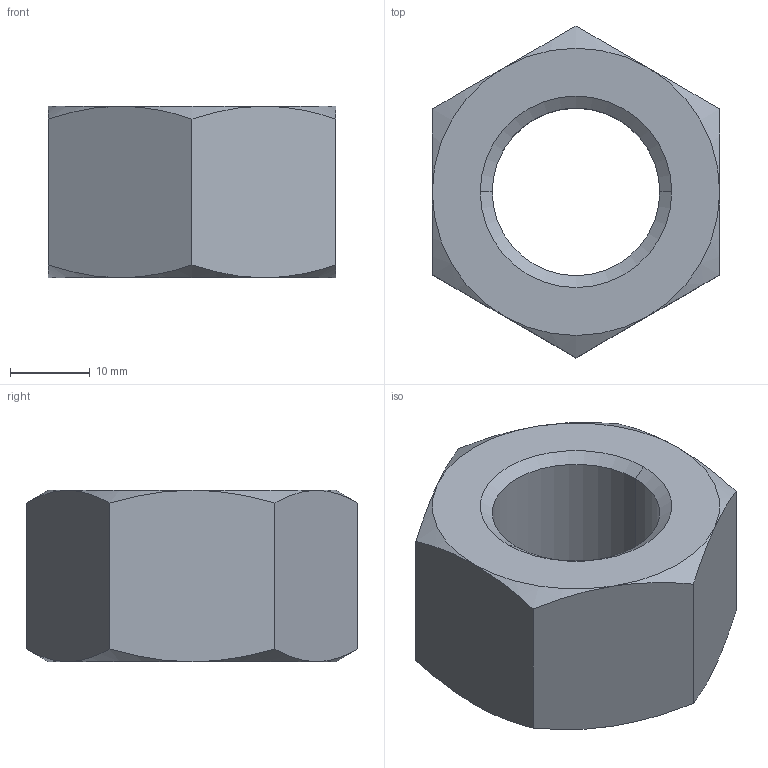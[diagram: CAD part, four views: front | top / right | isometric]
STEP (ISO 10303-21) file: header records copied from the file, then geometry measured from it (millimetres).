
FILE_DESCRIPTION (( 'STEP AP214' ), '1' );
FILE_NAME ('4DIN934M24E.STEP', '2014-08-13T08:19:23', ( '' ), ( '' ), 'SwSTEP 2.0', 'SolidWorks 2014', '' );
FILE_SCHEMA (( 'AUTOMOTIVE_DESIGN' ));
Length unit declared in the file: millimetre
Products named in the file (1): 4DIN934M24E
Bounding box: 36 x 41.57 x 21.5 mm (x, y, z)
Volume: 16471.2 mm3; surface area: 5454.9 mm2
Topology: 1 solids, 1 shells, 28 faces, 60 edges, 34 vertices
Faces by surface type: cone 16, plane 8, cylinder 4
Entity records: 922 total; most frequent: CARTESIAN_POINT 291, ORIENTED_EDGE 120, DIRECTION 116, EDGE_CURVE 60, AXIS2_PLACEMENT_3D 51, VERTEX_POINT 34, EDGE_LOOP 30, FACE_OUTER_BOUND 28
